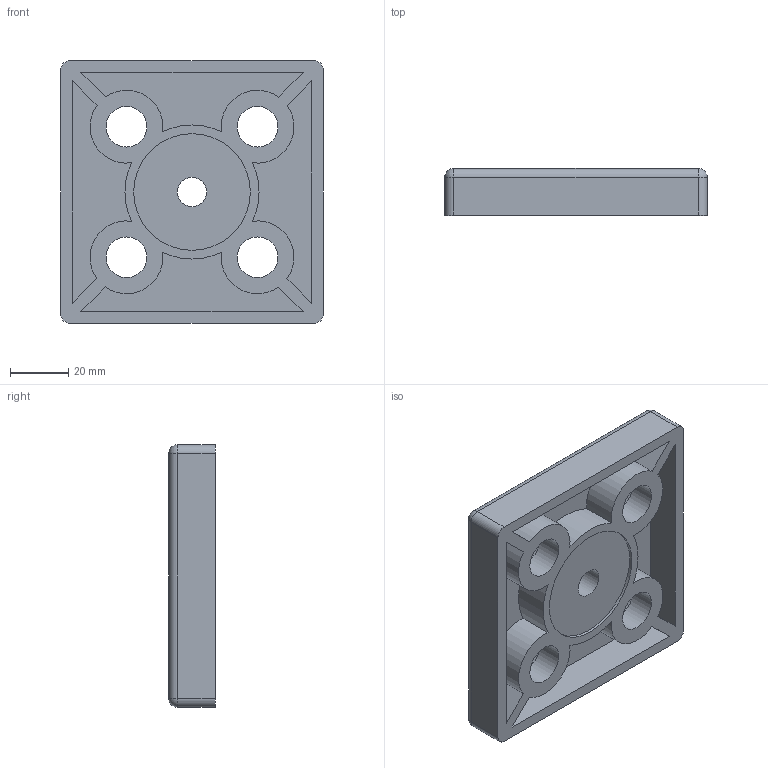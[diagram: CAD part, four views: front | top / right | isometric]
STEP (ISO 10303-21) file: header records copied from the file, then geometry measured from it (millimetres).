
FILE_DESCRIPTION((''),'2;1');
FILE_NAME('AR3484.stp','2021-02-17T13:31:51',('arma03'),(''),'Autodesk Inventor 2013','Autodesk Inventor 2013','');
FILE_SCHEMA(('AUTOMOTIVE_DESIGN { 1 0 10303 214 1 1 1 1 }'));
Length unit declared in the file: millimetre
Products named in the file (1): AR3484
Bounding box: 90 x 16 x 90 mm (x, y, z)
Volume: 75341.9 mm3; surface area: 32399.9 mm2
Topology: 1 solids, 1 shells, 70 faces, 164 edges, 105 vertices
Faces by surface type: plane 31, cylinder 30, cone 5, sphere 4
Full cylindrical faces by diameter (mm): 10 x1, 14 x4, 20 x4, 40 x1
Entity records: 1944 total; most frequent: DIRECTION 352, CARTESIAN_POINT 317, ORIENTED_EDGE 290, EDGE_CURVE 145, AXIS2_PLACEMENT_3D 136, EDGE_LOOP 104, VERTEX_POINT 101, VECTOR 80
